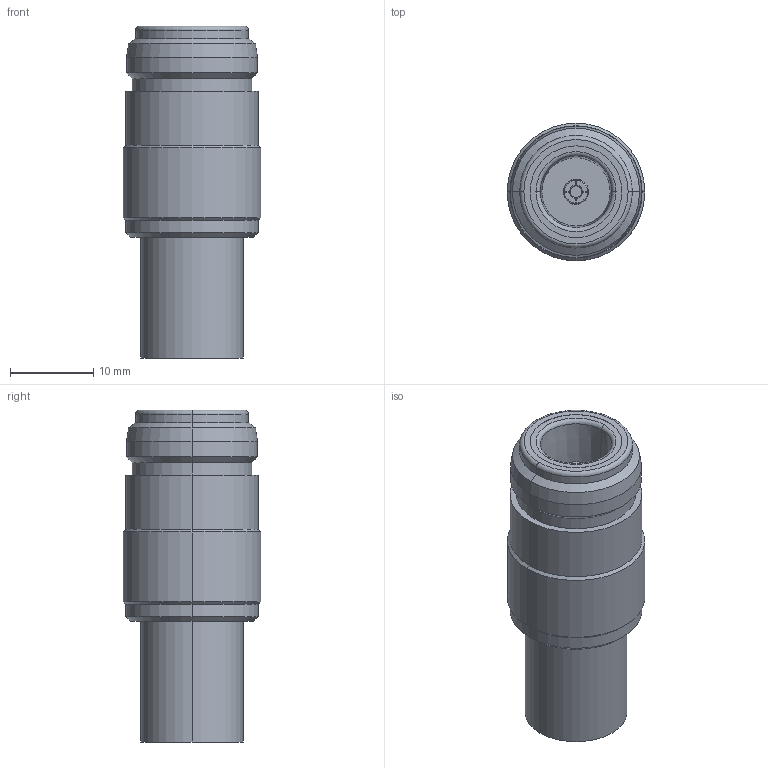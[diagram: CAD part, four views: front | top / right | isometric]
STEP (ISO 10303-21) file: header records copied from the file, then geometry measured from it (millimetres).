
FILE_DESCRIPTION (( 'STEP AP214' ), '1' );
FILE_NAME ('J01021A0061.STEP', '2018-07-13T06:32:32', ( '' ), ( '' ), 'SwSTEP 2.0', 'SolidWorks 2017', '' );
FILE_SCHEMA (( 'AUTOMOTIVE_DESIGN' ));
Length unit declared in the file: millimetre
Products named in the file (1): J01021A0061
Bounding box: 16.5 x 16.5 x 39.8 mm (x, y, z)
Volume: 5473.8 mm3; surface area: 3379.6 mm2
Topology: 1 solids, 2 shells, 88 faces, 190 edges, 116 vertices
Faces by surface type: cylinder 34, cone 28, plane 22, torus 4
Entity records: 3362 total; most frequent: CARTESIAN_POINT 467, DIRECTION 432, ORIENTED_EDGE 380, EDGE_CURVE 190, AXIS2_PLACEMENT_3D 177, VERTEX_POINT 116, EDGE_LOOP 100, CIRCLE 88
